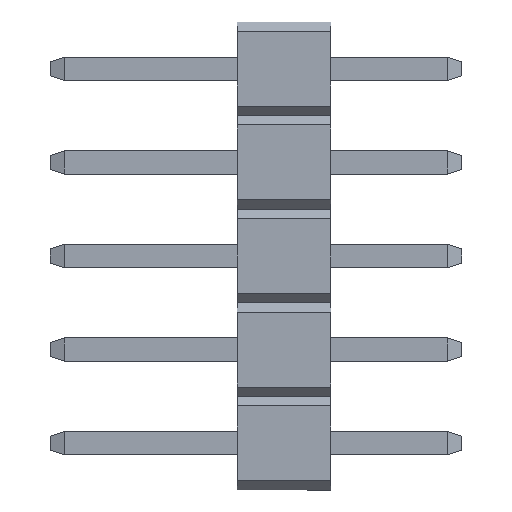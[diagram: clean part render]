
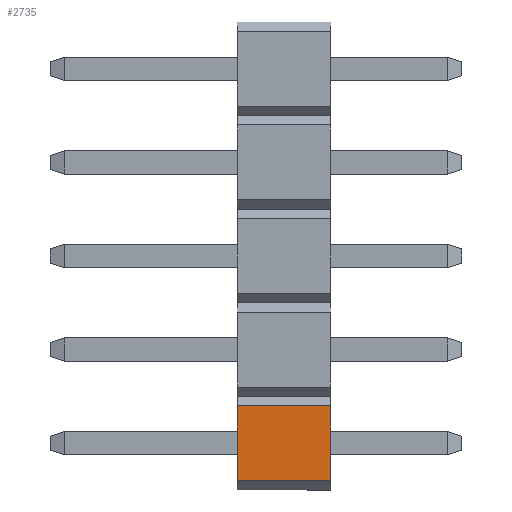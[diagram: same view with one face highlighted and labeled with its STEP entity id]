
A CAD part, left-side view. The second image highlights one B-rep face of the part: STEP entity #2735.
In plain terms, the highlighted planar face has unit normal (-1, 0, 0).
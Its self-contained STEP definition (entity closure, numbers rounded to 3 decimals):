
#369 = DIRECTION ( 'NONE',  ( 0., 0., 1. ) ) ;
#413 = EDGE_CURVE ( 'NONE', #2541, #5211, #1285, .T. ) ;
#422 = CARTESIAN_POINT ( 'NONE',  ( 0., 4.8, -1. ) ) ;
#627 = ORIENTED_EDGE ( 'NONE', *, *, #1279, .T. ) ;
#995 = CARTESIAN_POINT ( 'NONE',  ( 0., 3.8, -0.2 ) ) ;
#1096 = ORIENTED_EDGE ( 'NONE', *, *, #2234, .T. ) ;
#1168 = LINE ( 'NONE', #1791, #5799 ) ;
#1279 = EDGE_CURVE ( 'NONE', #5211, #4113, #4036, .T. ) ;
#1285 = LINE ( 'NONE', #4923, #3529 ) ;
#1375 = VECTOR ( 'NONE', #1976, 1000. ) ;
#1580 = ORIENTED_EDGE ( 'NONE', *, *, #1641, .F. ) ;
#1641 = EDGE_CURVE ( 'NONE', #2632, #4113, #4826, .T. ) ;
#1791 = CARTESIAN_POINT ( 'NONE',  ( 0., 3.8, -1.8 ) ) ;
#1857 = ORIENTED_EDGE ( 'NONE', *, *, #413, .T. ) ;
#1976 = DIRECTION ( 'NONE',  ( 0., 0., 1. ) ) ;
#2234 = EDGE_CURVE ( 'NONE', #2632, #2541, #1168, .T. ) ;
#2432 = AXIS2_PLACEMENT_3D ( 'NONE', #4500, #5598, #369 ) ;
#2541 = VERTEX_POINT ( 'NONE', #4574 ) ;
#2632 = VERTEX_POINT ( 'NONE', #4756 ) ;
#2735 = ADVANCED_FACE ( 'NONE', ( #4925 ), #3940, .T. ) ;
#3047 = DIRECTION ( 'NONE',  ( 0., 0., 1. ) ) ;
#3222 = DIRECTION ( 'NONE',  ( 0., 1., 0. ) ) ;
#3529 = VECTOR ( 'NONE', #3047, 1000. ) ;
#3595 = EDGE_LOOP ( 'NONE', ( #1096, #1857, #627, #1580 ) ) ;
#3940 = PLANE ( 'NONE',  #2432 ) ;
#4036 = LINE ( 'NONE', #995, #5243 ) ;
#4048 = DIRECTION ( 'NONE',  ( 0., -1., 0. ) ) ;
#4113 = VERTEX_POINT ( 'NONE', #4739 ) ;
#4500 = CARTESIAN_POINT ( 'NONE',  ( 0., 2.76, -1.832 ) ) ;
#4574 = CARTESIAN_POINT ( 'NONE',  ( 0., 2.8, -1.8 ) ) ;
#4739 = CARTESIAN_POINT ( 'NONE',  ( 0., 4.8, -0.2 ) ) ;
#4756 = CARTESIAN_POINT ( 'NONE',  ( 0., 4.8, -1.8 ) ) ;
#4826 = LINE ( 'NONE', #422, #1375 ) ;
#4923 = CARTESIAN_POINT ( 'NONE',  ( 0., 2.8, -1. ) ) ;
#4925 = FACE_OUTER_BOUND ( 'NONE', #3595, .T. ) ;
#5211 = VERTEX_POINT ( 'NONE', #5349 ) ;
#5243 = VECTOR ( 'NONE', #3222, 1000. ) ;
#5349 = CARTESIAN_POINT ( 'NONE',  ( 0., 2.8, -0.2 ) ) ;
#5598 = DIRECTION ( 'NONE',  ( -1., 0., 0. ) ) ;
#5799 = VECTOR ( 'NONE', #4048, 1000. ) ;
